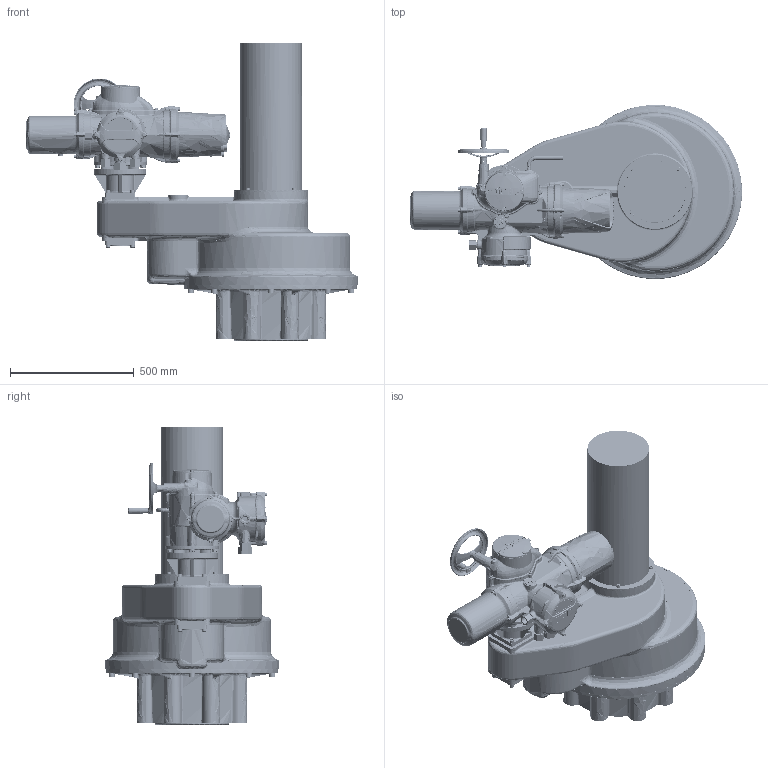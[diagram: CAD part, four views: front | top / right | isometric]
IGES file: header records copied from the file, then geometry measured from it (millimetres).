
Start section: C
Global section: file name: II3SHWIS18STD.igs; native system: By Siemens PLM Incorporated; preprocessor: XPlus GENERIC/IGES 20.0.26; author: Author; organization: Title; date: 20190425.125014; units: millimetre
Bounding box: 1344.15 x 704.54 x 1203.03 mm (x, y, z)
Surface area: 5839973.5 mm2 (no closed solid volume)
Topology: 0 solids, 0 shells, 8628 faces, 47309 edges, 46891 vertices
Faces by surface type: bspline 8628
